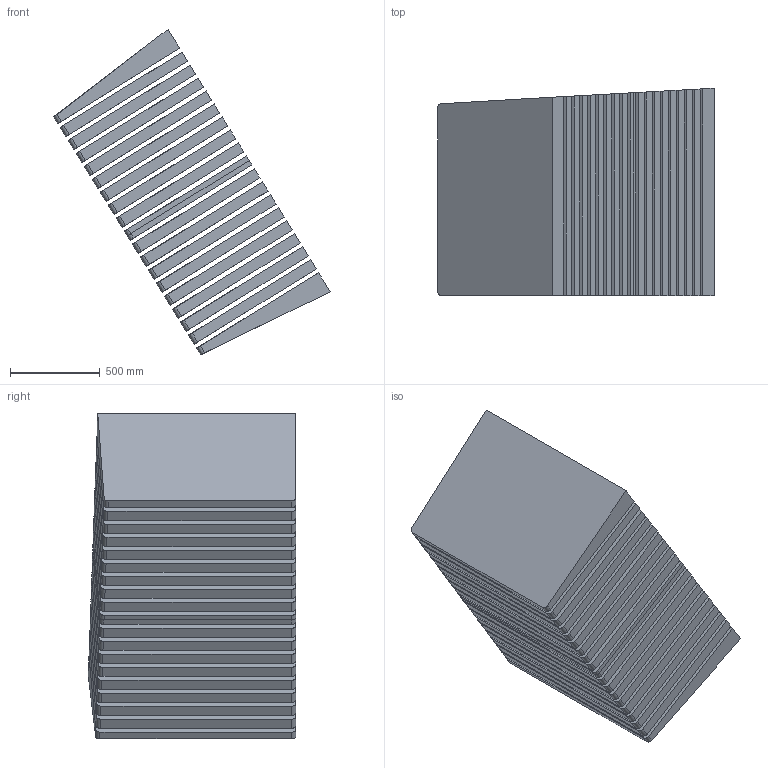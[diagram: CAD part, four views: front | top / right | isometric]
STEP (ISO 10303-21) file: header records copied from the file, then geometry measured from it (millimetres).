
FILE_DESCRIPTION(('FreeCAD Model'),'2;1');
FILE_NAME('detailed_HCPB/step/neutron_multiplier_sample_envelope_1.step' ,'2018-01-30T14:15:16',('FreeCAD'),('FreeCAD'), 'Open CASCADE STEP processor 7.1','FreeCAD','Unknown');
FILE_SCHEMA(('AUTOMOTIVE_DESIGN_CC2 { 1 2 10303 214 -1 1 5 4 }'));
Length unit declared in the file: millimetre
Products named in the file (21): Open CASCADE STEP translator 7.1 2; Open CASCADE STEP translator 7.1 2.1; Open CASCADE STEP translator 7.1 2.2; Open CASCADE STEP translator 7.1 2.3; Open CASCADE STEP translator 7.1 2.4; Open CASCADE STEP translator 7.1 2.5; Open CASCADE STEP translator 7.1 2.6; Open CASCADE STEP translator 7.1 2.7; Open CASCADE STEP translator 7.1 2.8; Open CASCADE STEP translator 7.1 2.9; Open CASCADE STEP translator 7.1 2.10; Open CASCADE STEP translator 7.1 2.11; Open CASCADE STEP translator 7.1 2.12; Open CASCADE STEP translator 7.1 2.13; Open CASCADE STEP translator 7.1 2.14; Open CASCADE STEP translator 7.1 2.15; Open CASCADE STEP translator 7.1 2.16; Open CASCADE STEP translator 7.1 2.17; Open CASCADE STEP translator 7.1 2.18; Open CASCADE STEP translator 7.1 2.19; Open CASCADE STEP translator 7.1 2.20
Assembly tree (20 placements, depth 2):
  Open CASCADE STEP translator 7.1 2
    Open CASCADE STEP translator 7.1 2.1
    Open CASCADE STEP translator 7.1 2.2
    Open CASCADE STEP translator 7.1 2.3
    Open CASCADE STEP translator 7.1 2.4
    Open CASCADE STEP translator 7.1 2.5
    Open CASCADE STEP translator 7.1 2.6
    Open CASCADE STEP translator 7.1 2.7
    Open CASCADE STEP translator 7.1 2.8
    Open CASCADE STEP translator 7.1 2.9
    Open CASCADE STEP translator 7.1 2.10
    Open CASCADE STEP translator 7.1 2.11
    Open CASCADE STEP translator 7.1 2.12
    Open CASCADE STEP translator 7.1 2.13
    Open CASCADE STEP translator 7.1 2.14
    Open CASCADE STEP translator 7.1 2.15
    Open CASCADE STEP translator 7.1 2.16
    Open CASCADE STEP translator 7.1 2.17
    Open CASCADE STEP translator 7.1 2.18
    Open CASCADE STEP translator 7.1 2.19
    Open CASCADE STEP translator 7.1 2.20
Bounding box: 1539.8 x 1155.3 x 1812.61 mm (x, y, z)
Volume: 1051459599.2 mm3; surface area: 39921236 mm2
Topology: 20 solids, 20 shells, 160 faces, 360 edges, 240 vertices
Faces by surface type: plane 120, cylinder 40
Entity records: 9308 total; most frequent: CARTESIAN_POINT 2237, DIRECTION 1080, ORIENTED_EDGE 720, PCURVE 720, DEFINITIONAL_REPRESENTATION 720, LINE 478, VECTOR 478, B_SPLINE_CURVE_WITH_KNOTS 442
